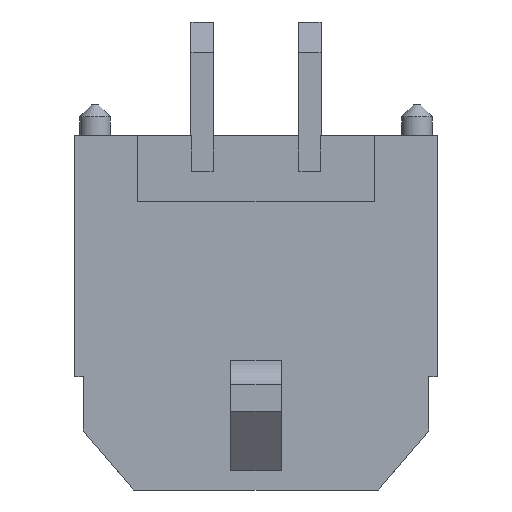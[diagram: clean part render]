
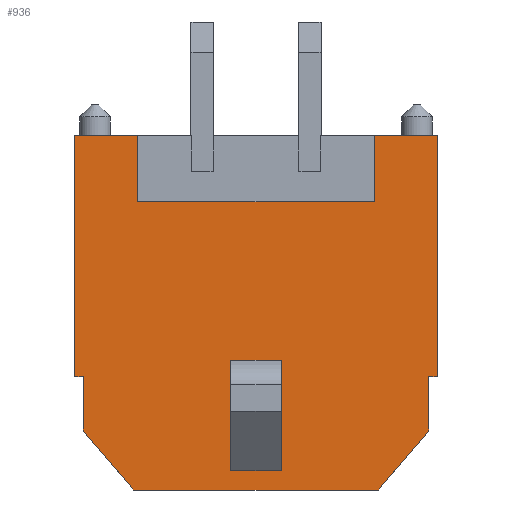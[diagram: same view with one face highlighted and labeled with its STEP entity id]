
A CAD part, front view. The second image highlights one B-rep face of the part: STEP entity #936.
In plain terms, the highlighted face is planar.
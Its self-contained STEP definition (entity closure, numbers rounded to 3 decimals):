
#65 = LINE ( 'NONE', #2693, #1648 ) ;
#75 = ORIENTED_EDGE ( 'NONE', *, *, #898, .F. ) ;
#86 = VERTEX_POINT ( 'NONE', #3993 ) ;
#197 = ORIENTED_EDGE ( 'NONE', *, *, #2495, .F. ) ;
#285 = CARTESIAN_POINT ( 'NONE',  ( 1.805, 0., -4.9 ) ) ;
#292 = ORIENTED_EDGE ( 'NONE', *, *, #5972, .F. ) ;
#315 = ORIENTED_EDGE ( 'NONE', *, *, #4726, .T. ) ;
#349 = VECTOR ( 'NONE', #3463, 1000. ) ;
#413 = ORIENTED_EDGE ( 'NONE', *, *, #2483, .T. ) ;
#440 = CARTESIAN_POINT ( 'NONE',  ( -4.805, 0., -4.9 ) ) ;
#548 = CARTESIAN_POINT ( 'NONE',  ( -2.2, 9.37, -4.9 ) ) ;
#580 = VECTOR ( 'NONE', #5653, 1000. ) ;
#628 = DIRECTION ( 'NONE',  ( 1., 0., 0. ) ) ;
#634 = DIRECTION ( 'NONE',  ( 1., 0., 0. ) ) ;
#659 = CARTESIAN_POINT ( 'NONE',  ( 1.805, 1.85, -4.9 ) ) ;
#714 = CARTESIAN_POINT ( 'NONE',  ( -4.925, 9.91, -4.9 ) ) ;
#756 = EDGE_LOOP ( 'NONE', ( #4453, #197, #75, #413, #1956, #2012, #1558, #6469, #1484, #4078, #315, #6538, #5609, #292 ) ) ;
#795 = VECTOR ( 'NONE', #3944, 1000. ) ;
#798 = VECTOR ( 'NONE', #5589, 1000. ) ;
#898 = EDGE_CURVE ( 'NONE', #2856, #4150, #6818, .T. ) ;
#936 = ADVANCED_FACE ( 'NONE', ( #5973, #1238 ), #4282, .T. ) ;
#937 = LINE ( 'NONE', #285, #3971 ) ;
#966 = CARTESIAN_POINT ( 'NONE',  ( -0.8, 6.284, -4.9 ) ) ;
#1063 = CARTESIAN_POINT ( 'NONE',  ( -2.2, 9.37, -4.9 ) ) ;
#1139 = AXIS2_PLACEMENT_3D ( 'NONE', #1371, #5356, #2917 ) ;
#1174 = VERTEX_POINT ( 'NONE', #2132 ) ;
#1187 = EDGE_CURVE ( 'NONE', #5732, #3537, #3242, .T. ) ;
#1238 = FACE_OUTER_BOUND ( 'NONE', #756, .T. ) ;
#1241 = VERTEX_POINT ( 'NONE', #1735 ) ;
#1364 = ORIENTED_EDGE ( 'NONE', *, *, #5431, .T. ) ;
#1371 = CARTESIAN_POINT ( 'NONE',  ( -6.325, 0., -4.9 ) ) ;
#1484 = ORIENTED_EDGE ( 'NONE', *, *, #1738, .T. ) ;
#1537 = VERTEX_POINT ( 'NONE', #5855 ) ;
#1558 = ORIENTED_EDGE ( 'NONE', *, *, #1674, .F. ) ;
#1566 = VECTOR ( 'NONE', #4016, 1000. ) ;
#1648 = VECTOR ( 'NONE', #5746, 1000. ) ;
#1654 = VECTOR ( 'NONE', #6092, 1000. ) ;
#1664 = CARTESIAN_POINT ( 'NONE',  ( -2.2, 6.284, -4.9 ) ) ;
#1674 = EDGE_CURVE ( 'NONE', #1537, #2671, #6645, .T. ) ;
#1684 = VECTOR ( 'NONE', #5622, 1000. ) ;
#1702 = CARTESIAN_POINT ( 'NONE',  ( 1.805, 0., -4.9 ) ) ;
#1735 = CARTESIAN_POINT ( 'NONE',  ( -0.8, 9.37, -4.9 ) ) ;
#1738 = EDGE_CURVE ( 'NONE', #1174, #3521, #3957, .T. ) ;
#1857 = LINE ( 'NONE', #3974, #349 ) ;
#1956 = ORIENTED_EDGE ( 'NONE', *, *, #2848, .F. ) ;
#2011 = VERTEX_POINT ( 'NONE', #6637 ) ;
#2012 = ORIENTED_EDGE ( 'NONE', *, *, #2620, .T. ) ;
#2115 = VECTOR ( 'NONE', #628, 1000. ) ;
#2132 = CARTESIAN_POINT ( 'NONE',  ( 3.325, 6.74, -4.9 ) ) ;
#2138 = VECTOR ( 'NONE', #5575, 1000. ) ;
#2139 = LINE ( 'NONE', #2685, #6755 ) ;
#2354 = LINE ( 'NONE', #5016, #795 ) ;
#2399 = LINE ( 'NONE', #2477, #1684 ) ;
#2415 = VERTEX_POINT ( 'NONE', #548 ) ;
#2477 = CARTESIAN_POINT ( 'NONE',  ( 3.325, 6.74, -4.9 ) ) ;
#2483 = EDGE_CURVE ( 'NONE', #2856, #2011, #65, .T. ) ;
#2495 = EDGE_CURVE ( 'NONE', #4150, #6093, #3710, .T. ) ;
#2537 = VECTOR ( 'NONE', #5812, 1000. ) ;
#2620 = EDGE_CURVE ( 'NONE', #5749, #2671, #6020, .T. ) ;
#2629 = CARTESIAN_POINT ( 'NONE',  ( 3.575, 0., -4.9 ) ) ;
#2671 = VERTEX_POINT ( 'NONE', #5952 ) ;
#2685 = CARTESIAN_POINT ( 'NONE',  ( -4.805, 1.85, -4.9 ) ) ;
#2693 = CARTESIAN_POINT ( 'NONE',  ( -6.325, 6.74, -4.9 ) ) ;
#2848 = EDGE_CURVE ( 'NONE', #5749, #2011, #3541, .T. ) ;
#2856 = VERTEX_POINT ( 'NONE', #3198 ) ;
#2917 = DIRECTION ( 'NONE',  ( 1., 0., 0. ) ) ;
#2965 = EDGE_CURVE ( 'NONE', #5365, #5983, #937, .T. ) ;
#3082 = LINE ( 'NONE', #440, #6083 ) ;
#3198 = CARTESIAN_POINT ( 'NONE',  ( -6.325, 6.74, -4.9 ) ) ;
#3242 = LINE ( 'NONE', #5348, #2115 ) ;
#3274 = EDGE_CURVE ( 'NONE', #86, #5983, #2139, .T. ) ;
#3318 = VECTOR ( 'NONE', #6635, 1000. ) ;
#3345 = EDGE_LOOP ( 'NONE', ( #5165, #6489, #5297, #1364 ) ) ;
#3389 = CARTESIAN_POINT ( 'NONE',  ( 3.575, 0., -4.9 ) ) ;
#3410 = DIRECTION ( 'NONE',  ( 0., 1., 0. ) ) ;
#3441 = CARTESIAN_POINT ( 'NONE',  ( -6.575, 0., -4.9 ) ) ;
#3453 = CARTESIAN_POINT ( 'NONE',  ( 3.575, 0., -4.9 ) ) ;
#3463 = DIRECTION ( 'NONE',  ( 0., -1., 0. ) ) ;
#3473 = DIRECTION ( 'NONE',  ( -1., 0., 0. ) ) ;
#3521 = VERTEX_POINT ( 'NONE', #5144 ) ;
#3537 = VERTEX_POINT ( 'NONE', #966 ) ;
#3541 = LINE ( 'NONE', #3646, #580 ) ;
#3614 = EDGE_CURVE ( 'NONE', #1174, #1537, #2399, .T. ) ;
#3646 = CARTESIAN_POINT ( 'NONE',  ( -4.925, 9.91, -4.9 ) ) ;
#3710 = LINE ( 'NONE', #5236, #2537 ) ;
#3723 = DIRECTION ( 'NONE',  ( 1., 0., 0. ) ) ;
#3878 = LINE ( 'NONE', #3389, #6065 ) ;
#3940 = CARTESIAN_POINT ( 'NONE',  ( -4.925, 9.91, -4.9 ) ) ;
#3944 = DIRECTION ( 'NONE',  ( 0., -1., 0. ) ) ;
#3957 = LINE ( 'NONE', #4363, #798 ) ;
#3971 = VECTOR ( 'NONE', #3410, 1000. ) ;
#3974 = CARTESIAN_POINT ( 'NONE',  ( -0.8, 9.37, -4.9 ) ) ;
#3993 = CARTESIAN_POINT ( 'NONE',  ( -4.805, 1.85, -4.9 ) ) ;
#4016 = DIRECTION ( 'NONE',  ( -0.647, 0.763, 0. ) ) ;
#4041 = VERTEX_POINT ( 'NONE', #6731 ) ;
#4078 = ORIENTED_EDGE ( 'NONE', *, *, #4271, .F. ) ;
#4097 = LINE ( 'NONE', #4985, #2138 ) ;
#4150 = VERTEX_POINT ( 'NONE', #5307 ) ;
#4271 = EDGE_CURVE ( 'NONE', #4539, #3521, #3878, .T. ) ;
#4282 = PLANE ( 'NONE',  #1139 ) ;
#4298 = DIRECTION ( 'NONE',  ( 0., 1., 0. ) ) ;
#4338 = VECTOR ( 'NONE', #3473, 1000. ) ;
#4363 = CARTESIAN_POINT ( 'NONE',  ( 3.325, 6.74, -4.9 ) ) ;
#4442 = EDGE_CURVE ( 'NONE', #1241, #3537, #1857, .T. ) ;
#4453 = ORIENTED_EDGE ( 'NONE', *, *, #5484, .T. ) ;
#4539 = VERTEX_POINT ( 'NONE', #2629 ) ;
#4682 = DIRECTION ( 'NONE',  ( 0., 1., 0. ) ) ;
#4726 = EDGE_CURVE ( 'NONE', #4539, #5365, #5036, .T. ) ;
#4985 = CARTESIAN_POINT ( 'NONE',  ( -4.805, 0., -4.9 ) ) ;
#5016 = CARTESIAN_POINT ( 'NONE',  ( -2.2, 9.37, -4.9 ) ) ;
#5036 = LINE ( 'NONE', #3453, #3318 ) ;
#5144 = CARTESIAN_POINT ( 'NONE',  ( 3.575, 6.74, -4.9 ) ) ;
#5165 = ORIENTED_EDGE ( 'NONE', *, *, #1187, .T. ) ;
#5236 = CARTESIAN_POINT ( 'NONE',  ( -6.575, 6.74, -4.9 ) ) ;
#5297 = ORIENTED_EDGE ( 'NONE', *, *, #6382, .F. ) ;
#5307 = CARTESIAN_POINT ( 'NONE',  ( -6.575, 6.74, -4.9 ) ) ;
#5348 = CARTESIAN_POINT ( 'NONE',  ( -2.2, 6.284, -4.9 ) ) ;
#5356 = DIRECTION ( 'NONE',  ( 0., 0., -1. ) ) ;
#5365 = VERTEX_POINT ( 'NONE', #1702 ) ;
#5431 = EDGE_CURVE ( 'NONE', #2415, #5732, #2354, .T. ) ;
#5484 = EDGE_CURVE ( 'NONE', #4041, #6093, #4097, .T. ) ;
#5575 = DIRECTION ( 'NONE',  ( -1., 0., 0. ) ) ;
#5589 = DIRECTION ( 'NONE',  ( 1., 0., 0. ) ) ;
#5609 = ORIENTED_EDGE ( 'NONE', *, *, #3274, .F. ) ;
#5622 = DIRECTION ( 'NONE',  ( 0., 1., 0. ) ) ;
#5653 = DIRECTION ( 'NONE',  ( -0.647, -0.763, 0. ) ) ;
#5732 = VERTEX_POINT ( 'NONE', #1664 ) ;
#5746 = DIRECTION ( 'NONE',  ( 0., 1., 0. ) ) ;
#5749 = VERTEX_POINT ( 'NONE', #714 ) ;
#5763 = LINE ( 'NONE', #1063, #6356 ) ;
#5812 = DIRECTION ( 'NONE',  ( 0., -1., 0. ) ) ;
#5855 = CARTESIAN_POINT ( 'NONE',  ( 3.325, 8.26, -4.9 ) ) ;
#5952 = CARTESIAN_POINT ( 'NONE',  ( 1.925, 9.91, -4.9 ) ) ;
#5972 = EDGE_CURVE ( 'NONE', #4041, #86, #3082, .T. ) ;
#5973 = FACE_BOUND ( 'NONE', #3345, .T. ) ;
#5983 = VERTEX_POINT ( 'NONE', #659 ) ;
#6020 = LINE ( 'NONE', #3940, #1654 ) ;
#6065 = VECTOR ( 'NONE', #4298, 1000. ) ;
#6083 = VECTOR ( 'NONE', #4682, 1000. ) ;
#6092 = DIRECTION ( 'NONE',  ( 1., 0., 0. ) ) ;
#6093 = VERTEX_POINT ( 'NONE', #3441 ) ;
#6292 = CARTESIAN_POINT ( 'NONE',  ( -6.325, 6.74, -4.9 ) ) ;
#6356 = VECTOR ( 'NONE', #3723, 1000. ) ;
#6382 = EDGE_CURVE ( 'NONE', #2415, #1241, #5763, .T. ) ;
#6469 = ORIENTED_EDGE ( 'NONE', *, *, #3614, .F. ) ;
#6489 = ORIENTED_EDGE ( 'NONE', *, *, #4442, .F. ) ;
#6538 = ORIENTED_EDGE ( 'NONE', *, *, #2965, .T. ) ;
#6635 = DIRECTION ( 'NONE',  ( -1., 0., 0. ) ) ;
#6637 = CARTESIAN_POINT ( 'NONE',  ( -6.325, 8.26, -4.9 ) ) ;
#6645 = LINE ( 'NONE', #6686, #1566 ) ;
#6686 = CARTESIAN_POINT ( 'NONE',  ( 3.325, 8.26, -4.9 ) ) ;
#6731 = CARTESIAN_POINT ( 'NONE',  ( -4.805, 0., -4.9 ) ) ;
#6755 = VECTOR ( 'NONE', #634, 1000. ) ;
#6818 = LINE ( 'NONE', #6292, #4338 ) ;
